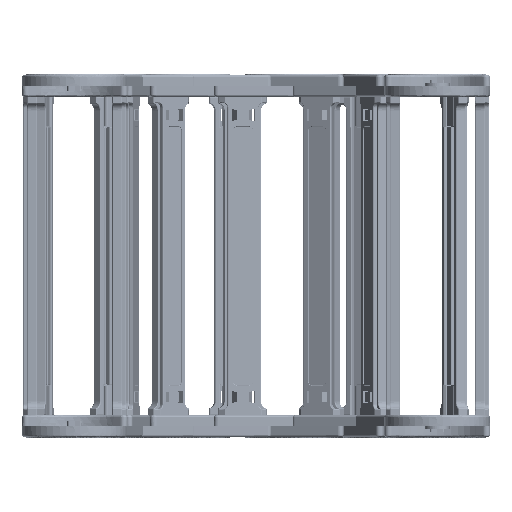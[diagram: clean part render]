
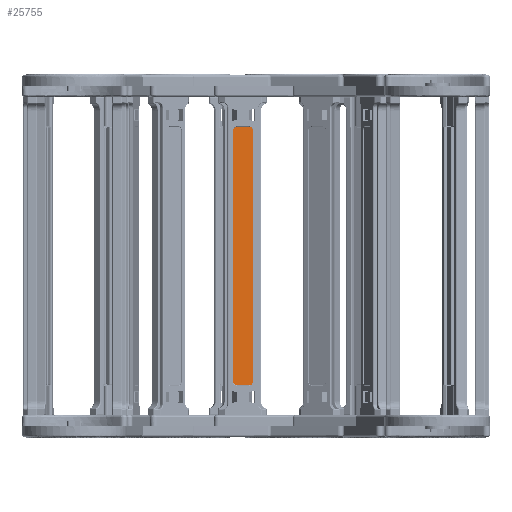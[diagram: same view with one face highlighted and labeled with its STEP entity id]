
A CAD part, left-side view. The second image highlights one B-rep face of the part: STEP entity #25755.
In plain terms, the highlighted face is planar.
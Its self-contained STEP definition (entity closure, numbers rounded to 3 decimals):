
#351 = CIRCLE ( 'NONE', #29462, 1.938 ) ;
#532 = VECTOR ( 'NONE', #6214, 1000. ) ;
#624 = EDGE_LOOP ( 'NONE', ( #2858, #36731, #25424, #35548, #15925, #19269, #17289, #34098 ) ) ;
#650 = DIRECTION ( 'NONE',  ( 0., 0., 1. ) ) ;
#697 = DIRECTION ( 'NONE',  ( 0., 0., 1. ) ) ;
#1161 = CARTESIAN_POINT ( 'NONE',  ( -74.63, 199.948, 150.786 ) ) ;
#1349 = AXIS2_PLACEMENT_3D ( 'NONE', #3325, #17948, #20896 ) ;
#2329 = VERTEX_POINT ( 'NONE', #23568 ) ;
#2808 = LINE ( 'NONE', #1161, #9627 ) ;
#2858 = ORIENTED_EDGE ( 'NONE', *, *, #22512, .T. ) ;
#2918 = CARTESIAN_POINT ( 'NONE',  ( -72.692, 199.948, 157.524 ) ) ;
#3325 = CARTESIAN_POINT ( 'NONE',  ( -65.756, 199.948, 155.586 ) ) ;
#3990 = VERTEX_POINT ( 'NONE', #26719 ) ;
#4230 = DIRECTION ( 'NONE',  ( 0., 0., 1. ) ) ;
#4791 = EDGE_CURVE ( 'NONE', #29857, #2329, #2808, .T. ) ;
#6031 = DIRECTION ( 'NONE',  ( 0., -1., 0. ) ) ;
#6214 = DIRECTION ( 'NONE',  ( 1., 0., 0. ) ) ;
#6378 = CARTESIAN_POINT ( 'NONE',  ( -72.692, 199.948, 150.786 ) ) ;
#7001 = CARTESIAN_POINT ( 'NONE',  ( -63.818, 199.948, 150.786 ) ) ;
#8361 = CARTESIAN_POINT ( 'NONE',  ( -63.818, 199.948, 155.586 ) ) ;
#8819 = DIRECTION ( 'NONE',  ( 0., 0., -1. ) ) ;
#8999 = CIRCLE ( 'NONE', #10291, 1.938 ) ;
#9596 = DIRECTION ( 'NONE',  ( 0., 1., 0. ) ) ;
#9627 = VECTOR ( 'NONE', #4230, 1000. ) ;
#10291 = AXIS2_PLACEMENT_3D ( 'NONE', #27002, #9596, #697 ) ;
#10459 = AXIS2_PLACEMENT_3D ( 'NONE', #6378, #26834, #650 ) ;
#10962 = VERTEX_POINT ( 'NONE', #15161 ) ;
#12952 = DIRECTION ( 'NONE',  ( 1., 0., 0. ) ) ;
#13204 = CARTESIAN_POINT ( 'NONE',  ( -74.63, 199.948, 16.908 ) ) ;
#13292 = CARTESIAN_POINT ( 'NONE',  ( -65.756, 199.948, 16.908 ) ) ;
#14961 = EDGE_CURVE ( 'NONE', #31219, #21424, #23354, .T. ) ;
#15161 = CARTESIAN_POINT ( 'NONE',  ( -63.818, 199.948, 16.908 ) ) ;
#15436 = EDGE_CURVE ( 'NONE', #20393, #3990, #36121, .T. ) ;
#15874 = CARTESIAN_POINT ( 'NONE',  ( -72.692, 199.948, 14.97 ) ) ;
#15925 = ORIENTED_EDGE ( 'NONE', *, *, #4791, .T. ) ;
#17118 = CARTESIAN_POINT ( 'NONE',  ( -72.692, 199.948, 157.524 ) ) ;
#17289 = ORIENTED_EDGE ( 'NONE', *, *, #14961, .T. ) ;
#17948 = DIRECTION ( 'NONE',  ( 0., 1., 0. ) ) ;
#18786 = EDGE_CURVE ( 'NONE', #3990, #10962, #351, .T. ) ;
#19269 = ORIENTED_EDGE ( 'NONE', *, *, #31857, .T. ) ;
#19675 = AXIS2_PLACEMENT_3D ( 'NONE', #29295, #6031, #8819 ) ;
#19776 = VECTOR ( 'NONE', #36110, 1000. ) ;
#20393 = VERTEX_POINT ( 'NONE', #23773 ) ;
#20896 = DIRECTION ( 'NONE',  ( 0., 0., 1. ) ) ;
#21049 = EDGE_CURVE ( 'NONE', #21424, #24229, #22643, .T. ) ;
#21424 = VERTEX_POINT ( 'NONE', #31489 ) ;
#21844 = DIRECTION ( 'NONE',  ( 0., 0., -1. ) ) ;
#22512 = EDGE_CURVE ( 'NONE', #24229, #10962, #30354, .T. ) ;
#22643 = CIRCLE ( 'NONE', #1349, 1.938 ) ;
#23354 = LINE ( 'NONE', #2918, #532 ) ;
#23568 = CARTESIAN_POINT ( 'NONE',  ( -74.63, 199.948, 155.586 ) ) ;
#23773 = CARTESIAN_POINT ( 'NONE',  ( -72.692, 199.948, 14.97 ) ) ;
#24229 = VERTEX_POINT ( 'NONE', #8361 ) ;
#24940 = DIRECTION ( 'NONE',  ( 0., -1., 0. ) ) ;
#25424 = ORIENTED_EDGE ( 'NONE', *, *, #15436, .F. ) ;
#25755 = ADVANCED_FACE ( 'NONE', ( #35673 ), #29270, .T. ) ;
#26161 = CIRCLE ( 'NONE', #19675, 1.938 ) ;
#26719 = CARTESIAN_POINT ( 'NONE',  ( -65.756, 199.948, 14.97 ) ) ;
#26834 = DIRECTION ( 'NONE',  ( 0., 1., 0. ) ) ;
#27002 = CARTESIAN_POINT ( 'NONE',  ( -72.692, 199.948, 155.586 ) ) ;
#28387 = VECTOR ( 'NONE', #12952, 1000. ) ;
#29270 = PLANE ( 'NONE',  #10459 ) ;
#29295 = CARTESIAN_POINT ( 'NONE',  ( -72.692, 199.948, 16.908 ) ) ;
#29462 = AXIS2_PLACEMENT_3D ( 'NONE', #13292, #24940, #21844 ) ;
#29857 = VERTEX_POINT ( 'NONE', #13204 ) ;
#30354 = LINE ( 'NONE', #7001, #19776 ) ;
#31219 = VERTEX_POINT ( 'NONE', #17118 ) ;
#31489 = CARTESIAN_POINT ( 'NONE',  ( -65.756, 199.948, 157.524 ) ) ;
#31857 = EDGE_CURVE ( 'NONE', #2329, #31219, #8999, .T. ) ;
#34098 = ORIENTED_EDGE ( 'NONE', *, *, #21049, .T. ) ;
#35548 = ORIENTED_EDGE ( 'NONE', *, *, #37224, .F. ) ;
#35673 = FACE_OUTER_BOUND ( 'NONE', #624, .T. ) ;
#36110 = DIRECTION ( 'NONE',  ( 0., 0., -1. ) ) ;
#36121 = LINE ( 'NONE', #15874, #28387 ) ;
#36731 = ORIENTED_EDGE ( 'NONE', *, *, #18786, .F. ) ;
#37224 = EDGE_CURVE ( 'NONE', #29857, #20393, #26161, .T. ) ;
